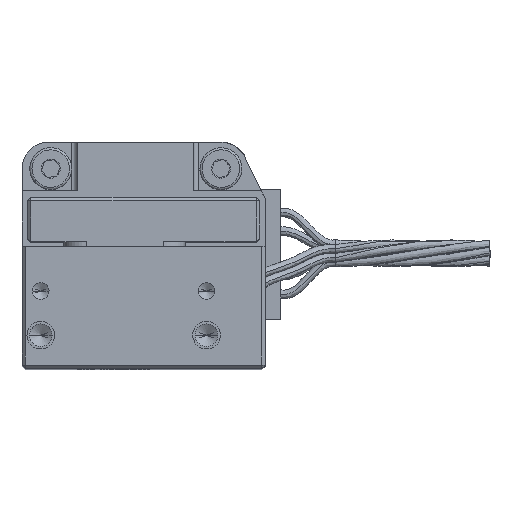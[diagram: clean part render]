
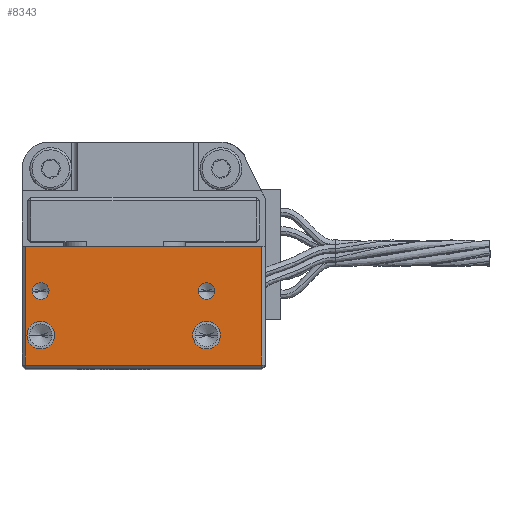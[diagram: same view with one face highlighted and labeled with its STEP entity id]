
A CAD part, top view. The second image highlights one B-rep face of the part: STEP entity #8343.
In plain terms, the highlighted planar face has unit normal (0, 0, 1).
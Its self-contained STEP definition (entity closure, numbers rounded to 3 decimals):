
#838 = EDGE_LOOP ( 'NONE', ( #38784, #8449 ) ) ;
#917 = VERTEX_POINT ( 'NONE', #18950 ) ;
#1322 = DIRECTION ( 'NONE',  ( 0., 0., 1. ) ) ;
#1875 = ORIENTED_EDGE ( 'NONE', *, *, #48671, .F. ) ;
#2517 = CARTESIAN_POINT ( 'NONE',  ( 7.15, 7., 80. ) ) ;
#2638 = CARTESIAN_POINT ( 'NONE',  ( 7.65, 3., 80. ) ) ;
#4254 = EDGE_CURVE ( 'NONE', #35852, #44006, #5393, .T. ) ;
#4707 = AXIS2_PLACEMENT_3D ( 'NONE', #25099, #40259, #48648 ) ;
#4721 = CARTESIAN_POINT ( 'NONE',  ( 5.65, 7., 80. ) ) ;
#5393 = LINE ( 'NONE', #20461, #17580 ) ;
#5923 = CARTESIAN_POINT ( 'NONE',  ( -8.6, 3., 80. ) ) ;
#6166 = DIRECTION ( 'NONE',  ( 0., 0., 1. ) ) ;
#6247 = CARTESIAN_POINT ( 'NONE',  ( 6.4, 7., 80. ) ) ;
#6343 = ORIENTED_EDGE ( 'NONE', *, *, #45958, .F. ) ;
#6540 = VERTEX_POINT ( 'NONE', #35724 ) ;
#8256 = CARTESIAN_POINT ( 'NONE',  ( -10., 20.6, 80. ) ) ;
#8343 = ADVANCED_FACE ( 'NONE', ( #37013, #41439, #14432, #15144, #21582 ), #14178, .F. ) ;
#8449 = ORIENTED_EDGE ( 'NONE', *, *, #44665, .F. ) ;
#9039 = ORIENTED_EDGE ( 'NONE', *, *, #21379, .T. ) ;
#9343 = AXIS2_PLACEMENT_3D ( 'NONE', #31834, #12990, #28112 ) ;
#9970 = CARTESIAN_POINT ( 'NONE',  ( -10.3, 0.3, 80. ) ) ;
#10484 = VERTEX_POINT ( 'NONE', #18112 ) ;
#11007 = CARTESIAN_POINT ( 'NONE',  ( -9.85, 3., 80. ) ) ;
#11221 = CIRCLE ( 'NONE', #23862, 1.25 ) ;
#11948 = VERTEX_POINT ( 'NONE', #2638 ) ;
#12290 = EDGE_LOOP ( 'NONE', ( #48351, #6343 ) ) ;
#12434 = LINE ( 'NONE', #8256, #28471 ) ;
#12550 = EDGE_LOOP ( 'NONE', ( #1875, #20086 ) ) ;
#12990 = DIRECTION ( 'NONE',  ( 0., 0., 1. ) ) ;
#13085 = EDGE_LOOP ( 'NONE', ( #23551, #33022 ) ) ;
#13133 = EDGE_CURVE ( 'NONE', #39872, #34068, #21587, .T. ) ;
#13154 = DIRECTION ( 'NONE',  ( 0., 0., 1. ) ) ;
#14078 = DIRECTION ( 'NONE',  ( 1., 0., 0. ) ) ;
#14178 = PLANE ( 'NONE',  #32207 ) ;
#14432 = FACE_BOUND ( 'NONE', #12290, .T. ) ;
#15144 = FACE_BOUND ( 'NONE', #838, .T. ) ;
#15426 = CARTESIAN_POINT ( 'NONE',  ( -8.6, 7., 80. ) ) ;
#16433 = DIRECTION ( 'NONE',  ( 1., 0., 0. ) ) ;
#16882 = CARTESIAN_POINT ( 'NONE',  ( -7.85, 7., 80. ) ) ;
#17101 = DIRECTION ( 'NONE',  ( 1., 0., 0. ) ) ;
#17580 = VECTOR ( 'NONE', #35650, 1000. ) ;
#18112 = CARTESIAN_POINT ( 'NONE',  ( 11.4, 0.3, 80. ) ) ;
#18180 = CARTESIAN_POINT ( 'NONE',  ( -10., 11., 80. ) ) ;
#18854 = CARTESIAN_POINT ( 'NONE',  ( -10.3, 20.6, 80. ) ) ;
#18950 = CARTESIAN_POINT ( 'NONE',  ( -9.35, 7., 80. ) ) ;
#19053 = EDGE_CURVE ( 'NONE', #10484, #44006, #28040, .T. ) ;
#19660 = CARTESIAN_POINT ( 'NONE',  ( -8.6, 3., 80. ) ) ;
#19743 = CIRCLE ( 'NONE', #4707, 0.75 ) ;
#19998 = AXIS2_PLACEMENT_3D ( 'NONE', #15426, #22616, #29835 ) ;
#20086 = ORIENTED_EDGE ( 'NONE', *, *, #31236, .F. ) ;
#20461 = CARTESIAN_POINT ( 'NONE',  ( 11.7, 11., 80. ) ) ;
#20806 = CARTESIAN_POINT ( 'NONE',  ( -8.6, 7., 80. ) ) ;
#21333 = DIRECTION ( 'NONE',  ( 1., 0., 0. ) ) ;
#21379 = EDGE_CURVE ( 'NONE', #48999, #10484, #28811, .T. ) ;
#21544 = ORIENTED_EDGE ( 'NONE', *, *, #4254, .F. ) ;
#21582 = FACE_BOUND ( 'NONE', #13085, .T. ) ;
#21587 = CIRCLE ( 'NONE', #36666, 1.25 ) ;
#22015 = CARTESIAN_POINT ( 'NONE',  ( -7.35, 3., 80. ) ) ;
#22323 = DIRECTION ( 'NONE',  ( 0., 0., -1. ) ) ;
#22616 = DIRECTION ( 'NONE',  ( 0., 0., 1. ) ) ;
#23551 = ORIENTED_EDGE ( 'NONE', *, *, #30031, .F. ) ;
#23862 = AXIS2_PLACEMENT_3D ( 'NONE', #5923, #6166, #14078 ) ;
#25099 = CARTESIAN_POINT ( 'NONE',  ( 6.4, 7., 80. ) ) ;
#26043 = DIRECTION ( 'NONE',  ( 0., 0., 1. ) ) ;
#26887 = VECTOR ( 'NONE', #39471, 1000. ) ;
#27899 = VECTOR ( 'NONE', #21333, 1000. ) ;
#28040 = LINE ( 'NONE', #43171, #26887 ) ;
#28112 = DIRECTION ( 'NONE',  ( 1., 0., 0. ) ) ;
#28151 = ORIENTED_EDGE ( 'NONE', *, *, #19053, .T. ) ;
#28471 = VECTOR ( 'NONE', #30558, 1000. ) ;
#28652 = EDGE_LOOP ( 'NONE', ( #21544, #39014, #9039, #28151 ) ) ;
#28811 = LINE ( 'NONE', #9970, #27899 ) ;
#29792 = DIRECTION ( 'NONE',  ( -1., 0., 0. ) ) ;
#29835 = DIRECTION ( 'NONE',  ( 1., 0., 0. ) ) ;
#30031 = EDGE_CURVE ( 'NONE', #34068, #39872, #11221, .T. ) ;
#30033 = DIRECTION ( 'NONE',  ( 1., 0., 0. ) ) ;
#30558 = DIRECTION ( 'NONE',  ( 0., -1., 0. ) ) ;
#31020 = VERTEX_POINT ( 'NONE', #4721 ) ;
#31236 = EDGE_CURVE ( 'NONE', #917, #47980, #46152, .T. ) ;
#31773 = DIRECTION ( 'NONE',  ( 1., 0., 0. ) ) ;
#31834 = CARTESIAN_POINT ( 'NONE',  ( 6.4, 3., 80. ) ) ;
#32207 = AXIS2_PLACEMENT_3D ( 'NONE', #18854, #22323, #29792 ) ;
#32406 = AXIS2_PLACEMENT_3D ( 'NONE', #48859, #26043, #30033 ) ;
#33022 = ORIENTED_EDGE ( 'NONE', *, *, #13133, .F. ) ;
#34068 = VERTEX_POINT ( 'NONE', #22015 ) ;
#35354 = CARTESIAN_POINT ( 'NONE',  ( 11.4, 11., 80. ) ) ;
#35650 = DIRECTION ( 'NONE',  ( 1., 0., 0. ) ) ;
#35724 = CARTESIAN_POINT ( 'NONE',  ( 5.15, 3., 80. ) ) ;
#35852 = VERTEX_POINT ( 'NONE', #18180 ) ;
#36399 = CIRCLE ( 'NONE', #32406, 1.25 ) ;
#36666 = AXIS2_PLACEMENT_3D ( 'NONE', #19660, #1322, #16433 ) ;
#37013 = FACE_OUTER_BOUND ( 'NONE', #28652, .T. ) ;
#37478 = AXIS2_PLACEMENT_3D ( 'NONE', #20806, #13154, #17101 ) ;
#38547 = EDGE_CURVE ( 'NONE', #11948, #6540, #44978, .T. ) ;
#38784 = ORIENTED_EDGE ( 'NONE', *, *, #38547, .F. ) ;
#38907 = EDGE_CURVE ( 'NONE', #47973, #31020, #43396, .T. ) ;
#39014 = ORIENTED_EDGE ( 'NONE', *, *, #46163, .T. ) ;
#39064 = CIRCLE ( 'NONE', #37478, 0.75 ) ;
#39471 = DIRECTION ( 'NONE',  ( 0., 1., 0. ) ) ;
#39722 = DIRECTION ( 'NONE',  ( 0., 0., 1. ) ) ;
#39872 = VERTEX_POINT ( 'NONE', #11007 ) ;
#40259 = DIRECTION ( 'NONE',  ( 0., 0., 1. ) ) ;
#41439 = FACE_BOUND ( 'NONE', #12550, .T. ) ;
#42609 = AXIS2_PLACEMENT_3D ( 'NONE', #6247, #39722, #31773 ) ;
#43171 = CARTESIAN_POINT ( 'NONE',  ( 11.4, 20.6, 80. ) ) ;
#43396 = CIRCLE ( 'NONE', #42609, 0.75 ) ;
#44006 = VERTEX_POINT ( 'NONE', #35354 ) ;
#44665 = EDGE_CURVE ( 'NONE', #6540, #11948, #36399, .T. ) ;
#44978 = CIRCLE ( 'NONE', #9343, 1.25 ) ;
#45874 = CARTESIAN_POINT ( 'NONE',  ( -10., 0.3, 80. ) ) ;
#45958 = EDGE_CURVE ( 'NONE', #31020, #47973, #19743, .T. ) ;
#46152 = CIRCLE ( 'NONE', #19998, 0.75 ) ;
#46163 = EDGE_CURVE ( 'NONE', #35852, #48999, #12434, .T. ) ;
#47973 = VERTEX_POINT ( 'NONE', #2517 ) ;
#47980 = VERTEX_POINT ( 'NONE', #16882 ) ;
#48351 = ORIENTED_EDGE ( 'NONE', *, *, #38907, .F. ) ;
#48648 = DIRECTION ( 'NONE',  ( 1., 0., 0. ) ) ;
#48671 = EDGE_CURVE ( 'NONE', #47980, #917, #39064, .T. ) ;
#48859 = CARTESIAN_POINT ( 'NONE',  ( 6.4, 3., 80. ) ) ;
#48999 = VERTEX_POINT ( 'NONE', #45874 ) ;
